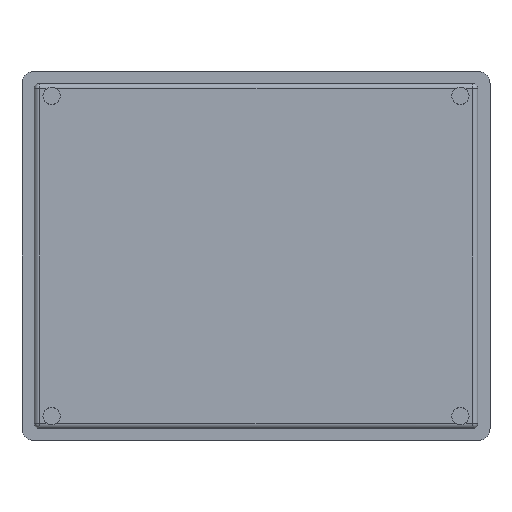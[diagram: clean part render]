
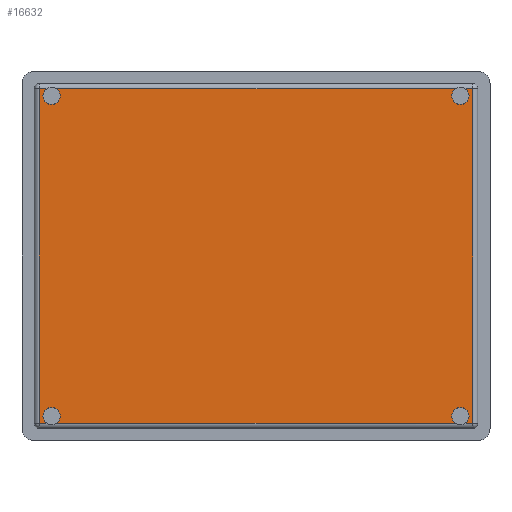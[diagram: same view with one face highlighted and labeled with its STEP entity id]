
A CAD part, front view. The second image highlights one B-rep face of the part: STEP entity #16632.
In plain terms, the highlighted planar face has unit normal (0, -1, 0).
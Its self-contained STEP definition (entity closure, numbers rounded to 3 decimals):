
#79 = DIRECTION ( 'NONE',  ( -1., 0., 0. ) ) ;
#388 = EDGE_CURVE ( 'NONE', #11969, #18272, #16798, .T. ) ;
#632 = CARTESIAN_POINT ( 'NONE',  ( 41.5, -2.75, 32.5 ) ) ;
#848 = CIRCLE ( 'NONE', #5530, 1.75 ) ;
#1435 = VERTEX_POINT ( 'NONE', #1569 ) ;
#1488 = CARTESIAN_POINT ( 'NONE',  ( -42.401, -2.75, -34. ) ) ;
#1569 = CARTESIAN_POINT ( 'NONE',  ( 42.401, -2.75, -34. ) ) ;
#1756 = VERTEX_POINT ( 'NONE', #5277 ) ;
#2318 = VERTEX_POINT ( 'NONE', #2410 ) ;
#2410 = CARTESIAN_POINT ( 'NONE',  ( -44., -2.75, 34. ) ) ;
#2551 = EDGE_CURVE ( 'NONE', #19428, #2562, #13377, .T. ) ;
#2562 = VERTEX_POINT ( 'NONE', #1488 ) ;
#2608 = VECTOR ( 'NONE', #14268, 1000. ) ;
#3128 = VERTEX_POINT ( 'NONE', #9017 ) ;
#3231 = DIRECTION ( 'NONE',  ( 1., 0., 0. ) ) ;
#3458 = ORIENTED_EDGE ( 'NONE', *, *, #7200, .T. ) ;
#3523 = LINE ( 'NONE', #18949, #10605 ) ;
#3783 = DIRECTION ( 'NONE',  ( 0., -1., 0. ) ) ;
#3862 = CARTESIAN_POINT ( 'NONE',  ( -41.5, -2.75, -30.75 ) ) ;
#3870 = EDGE_CURVE ( 'NONE', #1435, #15650, #3983, .T. ) ;
#3983 = CIRCLE ( 'NONE', #20989, 1.75 ) ;
#4244 = EDGE_CURVE ( 'NONE', #10942, #2562, #15364, .T. ) ;
#4281 = EDGE_CURVE ( 'NONE', #17569, #19428, #21725, .T. ) ;
#4303 = VERTEX_POINT ( 'NONE', #15797 ) ;
#4516 = DIRECTION ( 'NONE',  ( 0., 0., -1. ) ) ;
#4898 = DIRECTION ( 'NONE',  ( 0., 0., -1. ) ) ;
#5048 = DIRECTION ( 'NONE',  ( 0., -1., 0. ) ) ;
#5277 = CARTESIAN_POINT ( 'NONE',  ( 44., -2.75, -34. ) ) ;
#5333 = LINE ( 'NONE', #6520, #17019 ) ;
#5514 = EDGE_CURVE ( 'NONE', #21533, #17544, #17400, .T. ) ;
#5530 = AXIS2_PLACEMENT_3D ( 'NONE', #6417, #5048, #13332 ) ;
#5972 = DIRECTION ( 'NONE',  ( 0., -1., 0. ) ) ;
#5993 = DIRECTION ( 'NONE',  ( 0., 0., -1. ) ) ;
#6417 = CARTESIAN_POINT ( 'NONE',  ( -41.5, -2.75, 32.5 ) ) ;
#6520 = CARTESIAN_POINT ( 'NONE',  ( 0., -2.75, 34. ) ) ;
#6542 = ORIENTED_EDGE ( 'NONE', *, *, #9559, .T. ) ;
#6578 = CARTESIAN_POINT ( 'NONE',  ( 41.5, -2.75, -30.75 ) ) ;
#6609 = CARTESIAN_POINT ( 'NONE',  ( -41.5, -2.75, -32.5 ) ) ;
#6945 = ORIENTED_EDGE ( 'NONE', *, *, #4244, .T. ) ;
#6983 = ORIENTED_EDGE ( 'NONE', *, *, #19523, .F. ) ;
#7081 = EDGE_CURVE ( 'NONE', #15650, #13652, #18855, .T. ) ;
#7200 = EDGE_CURVE ( 'NONE', #2318, #10942, #16012, .T. ) ;
#7590 = DIRECTION ( 'NONE',  ( 0., 0., -1. ) ) ;
#7808 = CARTESIAN_POINT ( 'NONE',  ( 41.5, -2.75, -32.5 ) ) ;
#7918 = DIRECTION ( 'NONE',  ( 0., -1., 0. ) ) ;
#7953 = ORIENTED_EDGE ( 'NONE', *, *, #4281, .F. ) ;
#8209 = CARTESIAN_POINT ( 'NONE',  ( 40.599, -2.75, 34. ) ) ;
#8214 = DIRECTION ( 'NONE',  ( 0., 0., -1. ) ) ;
#8248 = FACE_OUTER_BOUND ( 'NONE', #17051, .T. ) ;
#8331 = VECTOR ( 'NONE', #3231, 1000. ) ;
#8712 = VERTEX_POINT ( 'NONE', #21729 ) ;
#8716 = CARTESIAN_POINT ( 'NONE',  ( 0., -2.75, 34. ) ) ;
#8957 = ORIENTED_EDGE ( 'NONE', *, *, #3870, .F. ) ;
#8986 = EDGE_CURVE ( 'NONE', #4303, #8712, #5333, .T. ) ;
#9017 = CARTESIAN_POINT ( 'NONE',  ( -40.599, -2.75, 34. ) ) ;
#9219 = DIRECTION ( 'NONE',  ( 0., 0., -1. ) ) ;
#9559 = EDGE_CURVE ( 'NONE', #1756, #4303, #16634, .T. ) ;
#9728 = CARTESIAN_POINT ( 'NONE',  ( -41.5, -2.75, 32.5 ) ) ;
#9926 = CARTESIAN_POINT ( 'NONE',  ( 0., -2.75, -34. ) ) ;
#10170 = AXIS2_PLACEMENT_3D ( 'NONE', #13650, #22374, #8214 ) ;
#10402 = CARTESIAN_POINT ( 'NONE',  ( 0., -2.75, 34. ) ) ;
#10605 = VECTOR ( 'NONE', #19158, 1000. ) ;
#10704 = ORIENTED_EDGE ( 'NONE', *, *, #388, .F. ) ;
#10942 = VERTEX_POINT ( 'NONE', #16171 ) ;
#10998 = AXIS2_PLACEMENT_3D ( 'NONE', #632, #5972, #16286 ) ;
#11096 = DIRECTION ( 'NONE',  ( 0., -1., 0. ) ) ;
#11135 = ORIENTED_EDGE ( 'NONE', *, *, #15752, .T. ) ;
#11852 = CARTESIAN_POINT ( 'NONE',  ( 0., -2.75, -34. ) ) ;
#11969 = VERTEX_POINT ( 'NONE', #22083 ) ;
#12102 = DIRECTION ( 'NONE',  ( 0., 1., 0. ) ) ;
#12576 = CARTESIAN_POINT ( 'NONE',  ( 41.5, -2.75, 32.5 ) ) ;
#12769 = VECTOR ( 'NONE', #20128, 1000. ) ;
#13040 = ORIENTED_EDGE ( 'NONE', *, *, #7081, .F. ) ;
#13224 = LINE ( 'NONE', #9926, #12769 ) ;
#13332 = DIRECTION ( 'NONE',  ( 0., 0., -1. ) ) ;
#13377 = CIRCLE ( 'NONE', #20625, 1.75 ) ;
#13491 = AXIS2_PLACEMENT_3D ( 'NONE', #20596, #12102, #13796 ) ;
#13552 = CARTESIAN_POINT ( 'NONE',  ( 40.599, -2.75, -34. ) ) ;
#13650 = CARTESIAN_POINT ( 'NONE',  ( 41.5, -2.75, -32.5 ) ) ;
#13652 = VERTEX_POINT ( 'NONE', #13552 ) ;
#13796 = DIRECTION ( 'NONE',  ( 0., 0., 1. ) ) ;
#13897 = AXIS2_PLACEMENT_3D ( 'NONE', #9728, #7918, #5993 ) ;
#13991 = ORIENTED_EDGE ( 'NONE', *, *, #2551, .F. ) ;
#14268 = DIRECTION ( 'NONE',  ( -1., 0., 0. ) ) ;
#14423 = CARTESIAN_POINT ( 'NONE',  ( -44., -2.75, 0. ) ) ;
#14477 = EDGE_CURVE ( 'NONE', #17569, #13652, #13224, .T. ) ;
#14964 = CARTESIAN_POINT ( 'NONE',  ( 41.5, -2.75, 30.75 ) ) ;
#15364 = LINE ( 'NONE', #11852, #8331 ) ;
#15490 = PLANE ( 'NONE',  #13491 ) ;
#15590 = AXIS2_PLACEMENT_3D ( 'NONE', #12576, #21074, #7590 ) ;
#15615 = LINE ( 'NONE', #10402, #19985 ) ;
#15650 = VERTEX_POINT ( 'NONE', #6578 ) ;
#15690 = DIRECTION ( 'NONE',  ( 0., 0., -1. ) ) ;
#15752 = EDGE_CURVE ( 'NONE', #21533, #3128, #17546, .T. ) ;
#15797 = CARTESIAN_POINT ( 'NONE',  ( 44., -2.75, 34. ) ) ;
#16012 = LINE ( 'NONE', #14423, #22436 ) ;
#16103 = ORIENTED_EDGE ( 'NONE', *, *, #17392, .T. ) ;
#16171 = CARTESIAN_POINT ( 'NONE',  ( -44., -2.75, -34. ) ) ;
#16286 = DIRECTION ( 'NONE',  ( 0., 0., -1. ) ) ;
#16306 = AXIS2_PLACEMENT_3D ( 'NONE', #18985, #3783, #15690 ) ;
#16632 = ADVANCED_FACE ( 'NONE', ( #8248 ), #15490, .F. ) ;
#16634 = LINE ( 'NONE', #18552, #21732 ) ;
#16694 = ORIENTED_EDGE ( 'NONE', *, *, #14477, .T. ) ;
#16798 = CIRCLE ( 'NONE', #13897, 1.75 ) ;
#17019 = VECTOR ( 'NONE', #20344, 1000. ) ;
#17051 = EDGE_LOOP ( 'NONE', ( #7953, #16694, #13040, #8957, #16103, #6542, #20717, #6983, #18598, #11135, #17266, #10704, #20806, #3458, #6945, #13991 ) ) ;
#17266 = ORIENTED_EDGE ( 'NONE', *, *, #17871, .F. ) ;
#17392 = EDGE_CURVE ( 'NONE', #1435, #1756, #3523, .T. ) ;
#17400 = CIRCLE ( 'NONE', #15590, 1.75 ) ;
#17544 = VERTEX_POINT ( 'NONE', #14964 ) ;
#17546 = LINE ( 'NONE', #8716, #2608 ) ;
#17569 = VERTEX_POINT ( 'NONE', #22227 ) ;
#17869 = CIRCLE ( 'NONE', #10998, 1.75 ) ;
#17871 = EDGE_CURVE ( 'NONE', #18272, #3128, #848, .T. ) ;
#18272 = VERTEX_POINT ( 'NONE', #20983 ) ;
#18436 = DIRECTION ( 'NONE',  ( 0., 0., 1. ) ) ;
#18552 = CARTESIAN_POINT ( 'NONE',  ( 44., -2.75, 0. ) ) ;
#18598 = ORIENTED_EDGE ( 'NONE', *, *, #5514, .F. ) ;
#18607 = DIRECTION ( 'NONE',  ( 0., -1., 0. ) ) ;
#18855 = CIRCLE ( 'NONE', #10170, 1.75 ) ;
#18949 = CARTESIAN_POINT ( 'NONE',  ( 0., -2.75, -34. ) ) ;
#18985 = CARTESIAN_POINT ( 'NONE',  ( -41.5, -2.75, -32.5 ) ) ;
#19158 = DIRECTION ( 'NONE',  ( 1., 0., 0. ) ) ;
#19428 = VERTEX_POINT ( 'NONE', #3862 ) ;
#19523 = EDGE_CURVE ( 'NONE', #17544, #8712, #17869, .T. ) ;
#19985 = VECTOR ( 'NONE', #79, 1000. ) ;
#20128 = DIRECTION ( 'NONE',  ( 1., 0., 0. ) ) ;
#20344 = DIRECTION ( 'NONE',  ( -1., 0., 0. ) ) ;
#20453 = EDGE_CURVE ( 'NONE', #11969, #2318, #15615, .T. ) ;
#20596 = CARTESIAN_POINT ( 'NONE',  ( 0., -2.75, 0. ) ) ;
#20625 = AXIS2_PLACEMENT_3D ( 'NONE', #6609, #18607, #4898 ) ;
#20717 = ORIENTED_EDGE ( 'NONE', *, *, #8986, .T. ) ;
#20806 = ORIENTED_EDGE ( 'NONE', *, *, #20453, .T. ) ;
#20983 = CARTESIAN_POINT ( 'NONE',  ( -41.5, -2.75, 30.75 ) ) ;
#20989 = AXIS2_PLACEMENT_3D ( 'NONE', #7808, #11096, #4516 ) ;
#21074 = DIRECTION ( 'NONE',  ( 0., -1., 0. ) ) ;
#21533 = VERTEX_POINT ( 'NONE', #8209 ) ;
#21725 = CIRCLE ( 'NONE', #16306, 1.75 ) ;
#21729 = CARTESIAN_POINT ( 'NONE',  ( 42.401, -2.75, 34. ) ) ;
#21732 = VECTOR ( 'NONE', #18436, 1000. ) ;
#22083 = CARTESIAN_POINT ( 'NONE',  ( -42.401, -2.75, 34. ) ) ;
#22227 = CARTESIAN_POINT ( 'NONE',  ( -40.599, -2.75, -34. ) ) ;
#22374 = DIRECTION ( 'NONE',  ( 0., -1., 0. ) ) ;
#22436 = VECTOR ( 'NONE', #9219, 1000. ) ;
